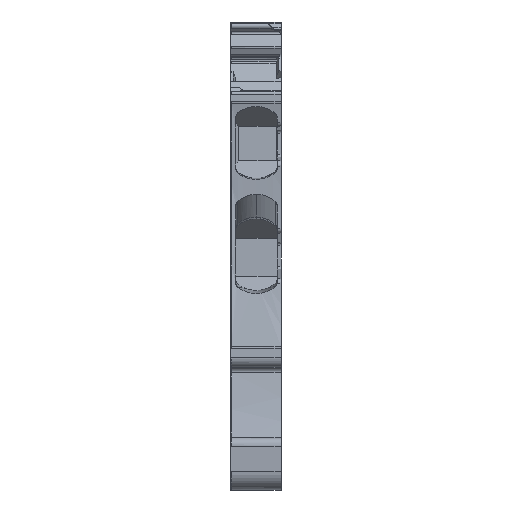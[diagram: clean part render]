
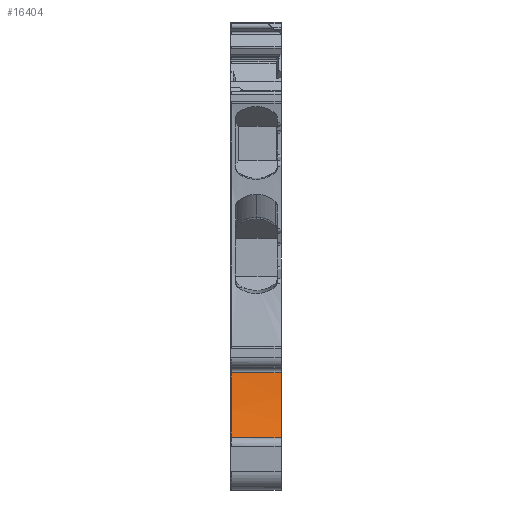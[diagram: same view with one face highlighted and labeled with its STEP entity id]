
A CAD part, front view. The second image highlights one B-rep face of the part: STEP entity #16404.
In plain terms, the highlighted cylindrical face has radius 36.4 mm (diameter 72.8 mm), a partial arc.
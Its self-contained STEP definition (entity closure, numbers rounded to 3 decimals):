
#16384=AXIS2_PLACEMENT_3D('Cylinder Axis2P3D',#16381,#16382,#16383) ;
#16395=AXIS2_PLACEMENT_3D('Circle Axis2P3D',#16393,#16394,$) ;
#12281=CARTESIAN_POINT('Vertex',(0.05,3.513,4.545)) ;
#12285=CARTESIAN_POINT('Control Point',(0.05,5.13,11.894)) ;
#12286=CARTESIAN_POINT('Control Point',(0.05,4.96,10.396)) ;
#12287=CARTESIAN_POINT('Control Point',(0.05,4.712,8.907)) ;
#12288=CARTESIAN_POINT('Control Point',(0.05,4.388,7.432)) ;
#12289=CARTESIAN_POINT('Control Point',(0.05,3.988,5.976)) ;
#12290=CARTESIAN_POINT('Control Point',(0.05,3.513,4.545)) ;
#12291=CARTESIAN_POINT('Vertex',(0.05,5.13,11.894)) ;
#16355=CARTESIAN_POINT('Line Origine',(2.55,5.13,11.894)) ;
#16359=CARTESIAN_POINT('Vertex',(5.1,5.13,11.894)) ;
#16381=CARTESIAN_POINT('Axis2P3D Location',(2.55,-31.037,16.)) ;
#16386=CARTESIAN_POINT('Line Origine',(2.55,3.513,4.545)) ;
#16390=CARTESIAN_POINT('Vertex',(5.1,3.513,4.545)) ;
#16393=CARTESIAN_POINT('Axis2P3D Location',(5.1,-31.037,16.)) ;
#16356=DIRECTION('Vector Direction',(1.,0.,0.)) ;
#16382=DIRECTION('Axis2P3D Direction',(1.,0.,0.)) ;
#16383=DIRECTION('Axis2P3D XDirection',(0.,0.949,-0.315)) ;
#16387=DIRECTION('Vector Direction',(1.,0.,0.)) ;
#16394=DIRECTION('Axis2P3D Direction',(1.,0.,0.)) ;
#16357=VECTOR('Line Direction',#16356,1.) ;
#16388=VECTOR('Line Direction',#16387,1.) ;
#16399=ORIENTED_EDGE('',*,*,#12293,.F.) ;
#16400=ORIENTED_EDGE('',*,*,#16392,.T.) ;
#16401=ORIENTED_EDGE('',*,*,#16397,.F.) ;
#16402=ORIENTED_EDGE('',*,*,#16361,.F.) ;
#16404=ADVANCED_FACE('MLD\\MLD_AL4C_2-5',(#16403),#16385,.F.) ;
#12284=B_SPLINE_CURVE_WITH_KNOTS('',5,(#12285,#12286,#12287,#12288,#12289,#12290),.UNSPECIFIED.,.F.,.U.,(6,6),(151.817,159.355),.UNSPECIFIED.) ;
#16396=CIRCLE('generated circle',#16395,36.4) ;
#16385=CYLINDRICAL_SURFACE('generated cylinder',#16384,36.4) ;
#12293=EDGE_CURVE('',#12282,#12292,#12284,.F.) ;
#16361=EDGE_CURVE('',#12292,#16360,#16358,.T.) ;
#16392=EDGE_CURVE('',#12282,#16391,#16389,.T.) ;
#16397=EDGE_CURVE('',#16360,#16391,#16396,.F.) ;
#16398=EDGE_LOOP('',(#16399,#16400,#16401,#16402)) ;
#16403=FACE_OUTER_BOUND('',#16398,.T.) ;
#16358=LINE('Line',#16355,#16357) ;
#16389=LINE('Line',#16386,#16388) ;
#12282=VERTEX_POINT('',#12281) ;
#12292=VERTEX_POINT('',#12291) ;
#16360=VERTEX_POINT('',#16359) ;
#16391=VERTEX_POINT('',#16390) ;
